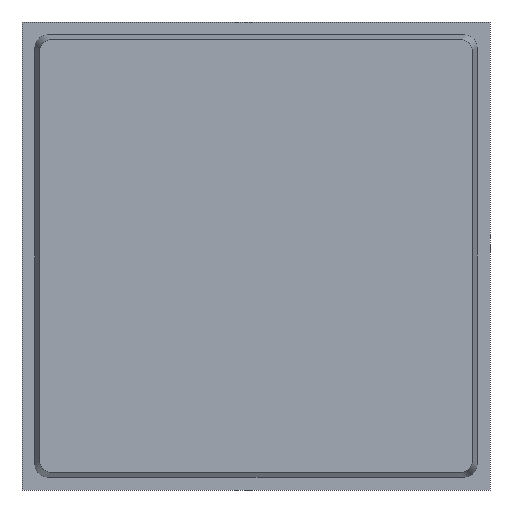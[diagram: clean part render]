
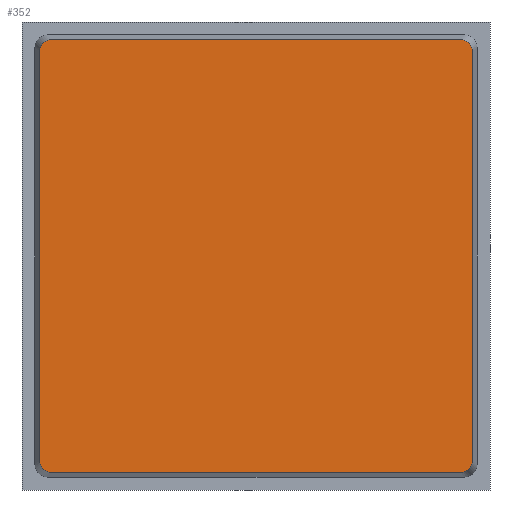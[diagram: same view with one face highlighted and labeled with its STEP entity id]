
A CAD part, front view. The second image highlights one B-rep face of the part: STEP entity #352.
In plain terms, the highlighted face is planar.
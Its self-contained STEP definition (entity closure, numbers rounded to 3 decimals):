
#8 = LINE ( 'NONE', #592, #485 ) ;
#19 = CARTESIAN_POINT ( 'NONE',  ( 275.052, -260.28, 24. ) ) ;
#29 = LINE ( 'NONE', #212, #283 ) ;
#59 = CARTESIAN_POINT ( 'NONE',  ( -260.28, -275.052, 24. ) ) ;
#60 = CARTESIAN_POINT ( 'NONE',  ( -260.28, -275.052, 24. ) ) ;
#61 = VERTEX_POINT ( 'NONE', #375 ) ;
#75 = CARTESIAN_POINT ( 'NONE',  ( -275.052, 260.28, 24. ) ) ;
#84 = CIRCLE ( 'NONE', #742, 14.772 ) ;
#94 = ORIENTED_EDGE ( 'NONE', *, *, #728, .T. ) ;
#98 = EDGE_CURVE ( 'NONE', #573, #753, #239, .T. ) ;
#99 = ORIENTED_EDGE ( 'NONE', *, *, #302, .T. ) ;
#101 = VERTEX_POINT ( 'NONE', #59 ) ;
#102 = CARTESIAN_POINT ( 'NONE',  ( -260.28, 260.28, 24. ) ) ;
#112 = VECTOR ( 'NONE', #566, 1000. ) ;
#120 = ORIENTED_EDGE ( 'NONE', *, *, #456, .T. ) ;
#127 = DIRECTION ( 'NONE',  ( 0., -1., 0. ) ) ;
#131 = ORIENTED_EDGE ( 'NONE', *, *, #656, .T. ) ;
#132 = CARTESIAN_POINT ( 'NONE',  ( -260.28, 275.052, 24. ) ) ;
#140 = EDGE_CURVE ( 'NONE', #741, #101, #84, .T. ) ;
#149 = DIRECTION ( 'NONE',  ( 0., -1., 0. ) ) ;
#152 = AXIS2_PLACEMENT_3D ( 'NONE', #320, #762, #127 ) ;
#204 = DIRECTION ( 'NONE',  ( 0., -1., 0. ) ) ;
#212 = CARTESIAN_POINT ( 'NONE',  ( -275.052, -260.28, 24. ) ) ;
#219 = DIRECTION ( 'NONE',  ( 0., 0., 1. ) ) ;
#239 = CIRCLE ( 'NONE', #152, 14.772 ) ;
#276 = DIRECTION ( 'NONE',  ( 0., 1., 0. ) ) ;
#283 = VECTOR ( 'NONE', #406, 1000. ) ;
#302 = EDGE_CURVE ( 'NONE', #581, #573, #8, .T. ) ;
#303 = CARTESIAN_POINT ( 'NONE',  ( 260.28, -275.052, 24. ) ) ;
#320 = CARTESIAN_POINT ( 'NONE',  ( 260.28, 260.28, 24. ) ) ;
#325 = DIRECTION ( 'NONE',  ( 0., 1., 0. ) ) ;
#348 = AXIS2_PLACEMENT_3D ( 'NONE', #102, #353, #325 ) ;
#352 = ADVANCED_FACE ( 'NONE', ( #413 ), #534, .T. ) ;
#353 = DIRECTION ( 'NONE',  ( 0., 0., 1. ) ) ;
#375 = CARTESIAN_POINT ( 'NONE',  ( -260.28, 275.052, 24. ) ) ;
#387 = CIRCLE ( 'NONE', #601, 14.772 ) ;
#402 = ORIENTED_EDGE ( 'NONE', *, *, #707, .T. ) ;
#406 = DIRECTION ( 'NONE',  ( 0., -1., 0. ) ) ;
#413 = FACE_OUTER_BOUND ( 'NONE', #706, .T. ) ;
#456 = EDGE_CURVE ( 'NONE', #61, #604, #700, .T. ) ;
#466 = CARTESIAN_POINT ( 'NONE',  ( 260.28, 260.28, 24. ) ) ;
#475 = VECTOR ( 'NONE', #705, 1000. ) ;
#477 = ORIENTED_EDGE ( 'NONE', *, *, #782, .T. ) ;
#485 = VECTOR ( 'NONE', #595, 1000. ) ;
#513 = VERTEX_POINT ( 'NONE', #303 ) ;
#532 = DIRECTION ( 'NONE',  ( 0., 0., 1. ) ) ;
#534 = PLANE ( 'NONE',  #801 ) ;
#556 = CARTESIAN_POINT ( 'NONE',  ( 275.052, 260.28, 24. ) ) ;
#566 = DIRECTION ( 'NONE',  ( -1., 0., 0. ) ) ;
#573 = VERTEX_POINT ( 'NONE', #556 ) ;
#581 = VERTEX_POINT ( 'NONE', #19 ) ;
#586 = CARTESIAN_POINT ( 'NONE',  ( 260.28, 275.052, 24. ) ) ;
#592 = CARTESIAN_POINT ( 'NONE',  ( 275.052, -260.28, 24. ) ) ;
#595 = DIRECTION ( 'NONE',  ( 0., 1., 0. ) ) ;
#601 = AXIS2_PLACEMENT_3D ( 'NONE', #783, #219, #276 ) ;
#604 = VERTEX_POINT ( 'NONE', #75 ) ;
#629 = ORIENTED_EDGE ( 'NONE', *, *, #140, .T. ) ;
#656 = EDGE_CURVE ( 'NONE', #101, #513, #689, .T. ) ;
#674 = ORIENTED_EDGE ( 'NONE', *, *, #98, .T. ) ;
#689 = LINE ( 'NONE', #60, #475 ) ;
#693 = LINE ( 'NONE', #132, #112 ) ;
#697 = CARTESIAN_POINT ( 'NONE',  ( -260.28, -260.28, 24. ) ) ;
#700 = CIRCLE ( 'NONE', #348, 14.772 ) ;
#705 = DIRECTION ( 'NONE',  ( 1., 0., 0. ) ) ;
#706 = EDGE_LOOP ( 'NONE', ( #674, #402, #120, #94, #629, #131, #477, #99 ) ) ;
#707 = EDGE_CURVE ( 'NONE', #753, #61, #693, .T. ) ;
#715 = DIRECTION ( 'NONE',  ( 0., 0., 1. ) ) ;
#728 = EDGE_CURVE ( 'NONE', #604, #741, #29, .T. ) ;
#741 = VERTEX_POINT ( 'NONE', #777 ) ;
#742 = AXIS2_PLACEMENT_3D ( 'NONE', #697, #715, #149 ) ;
#753 = VERTEX_POINT ( 'NONE', #586 ) ;
#762 = DIRECTION ( 'NONE',  ( 0., 0., 1. ) ) ;
#777 = CARTESIAN_POINT ( 'NONE',  ( -275.052, -260.28, 24. ) ) ;
#782 = EDGE_CURVE ( 'NONE', #513, #581, #387, .T. ) ;
#783 = CARTESIAN_POINT ( 'NONE',  ( 260.28, -260.28, 24. ) ) ;
#801 = AXIS2_PLACEMENT_3D ( 'NONE', #466, #532, #204 ) ;
